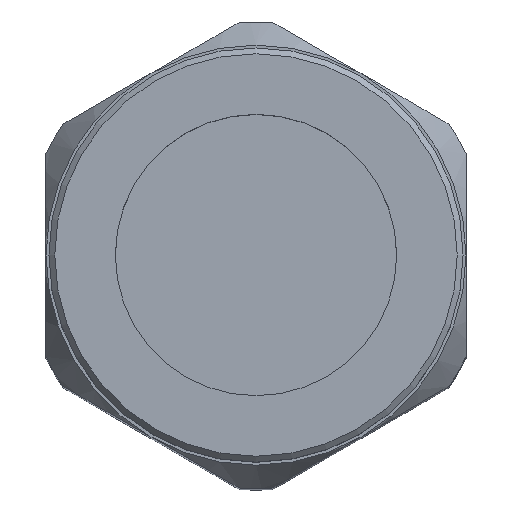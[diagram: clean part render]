
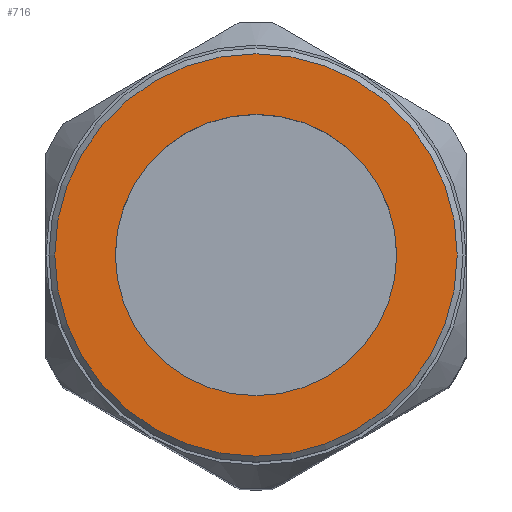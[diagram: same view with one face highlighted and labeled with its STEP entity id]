
A CAD part, top view. The second image highlights one B-rep face of the part: STEP entity #716.
In plain terms, the highlighted planar face has unit normal (0, 0, 1).
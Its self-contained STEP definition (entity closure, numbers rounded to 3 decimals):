
#213=ORIENTED_EDGE('',*,*,#287,.T.);
#214=ORIENTED_EDGE('',*,*,#288,.F.);
#287=EDGE_CURVE('',#330,#330,#361,.T.);
#288=EDGE_CURVE('',#331,#331,#362,.T.);
#330=VERTEX_POINT('',#1113);
#331=VERTEX_POINT('',#1115);
#361=CIRCLE('',#782,12.059);
#362=CIRCLE('',#783,17.25);
#394=EDGE_LOOP('',(#213));
#395=EDGE_LOOP('',(#214));
#434=FACE_BOUND('',#394,.T.);
#435=FACE_BOUND('',#395,.T.);
#454=PLANE('',#781);
#716=ADVANCED_FACE('',(#434,#435),#454,.F.);
#781=AXIS2_PLACEMENT_3D('',#1111,#913,#914);
#782=AXIS2_PLACEMENT_3D('',#1112,#915,#916);
#783=AXIS2_PLACEMENT_3D('',#1114,#917,#918);
#913=DIRECTION('',(0.,0.,-1.));
#914=DIRECTION('',(-1.,0.,0.));
#915=DIRECTION('',(0.,0.,-1.));
#916=DIRECTION('',(1.,0.,0.));
#917=DIRECTION('',(0.,0.,-1.));
#918=DIRECTION('',(-1.,0.,0.));
#1111=CARTESIAN_POINT('',(0.,0.,88.));
#1112=CARTESIAN_POINT('',(0.,0.,88.));
#1113=CARTESIAN_POINT('',(12.059,0.,88.));
#1114=CARTESIAN_POINT('',(0.,0.,88.));
#1115=CARTESIAN_POINT('',(-17.25,0.,88.));
